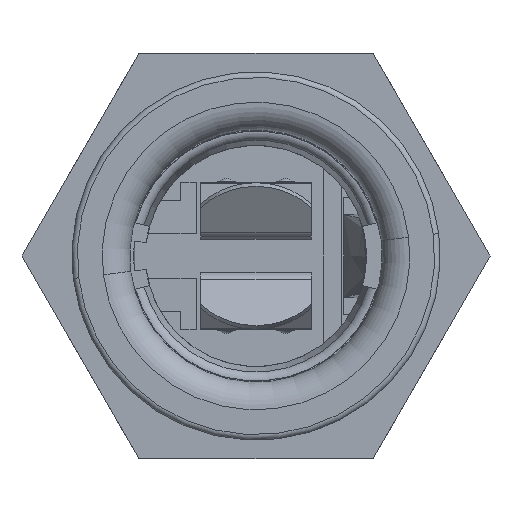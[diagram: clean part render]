
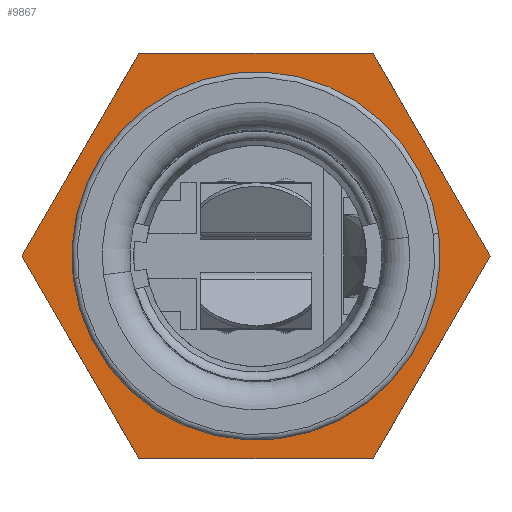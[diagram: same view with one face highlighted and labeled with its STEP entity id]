
A CAD part, front view. The second image highlights one B-rep face of the part: STEP entity #9867.
In plain terms, the highlighted planar face has unit normal (0, -1, 0).
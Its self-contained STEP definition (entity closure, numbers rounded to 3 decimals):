
#336=DIRECTION('',(-0.5,0.,-0.866));
#337=VECTOR('',#336,12.702);
#338=CARTESIAN_POINT('',(12.702,9.,0.));
#339=LINE('',#338,#337);
#340=DIRECTION('',(-1.,0.,0.));
#341=VECTOR('',#340,12.702);
#342=CARTESIAN_POINT('',(6.351,9.,-11.));
#343=LINE('',#342,#341);
#344=DIRECTION('',(-0.5,0.,0.866));
#345=VECTOR('',#344,12.702);
#346=CARTESIAN_POINT('',(-6.351,9.,-11.));
#347=LINE('',#346,#345);
#348=DIRECTION('',(0.5,0.,0.866));
#349=VECTOR('',#348,12.702);
#350=CARTESIAN_POINT('',(-12.702,9.,0.));
#351=LINE('',#350,#349);
#352=DIRECTION('',(1.,0.,0.));
#353=VECTOR('',#352,12.702);
#354=CARTESIAN_POINT('',(-6.351,9.,11.));
#355=LINE('',#354,#353);
#356=DIRECTION('',(0.5,0.,-0.866));
#357=VECTOR('',#356,12.702);
#358=CARTESIAN_POINT('',(6.351,9.,11.));
#359=LINE('',#358,#357);
#360=CARTESIAN_POINT('',(0.,9.,0.));
#361=DIRECTION('',(0.,1.,0.));
#362=DIRECTION('',(0.,0.,-1.));
#363=AXIS2_PLACEMENT_3D('',#360,#361,#362);
#365=CARTESIAN_POINT('',(0.,9.,0.));
#366=DIRECTION('',(0.,1.,0.));
#367=DIRECTION('',(0.,0.,1.));
#368=AXIS2_PLACEMENT_3D('',#365,#366,#367);
#9168=CARTESIAN_POINT('',(12.702,9.,0.));
#9169=CARTESIAN_POINT('',(6.351,9.,-11.));
#9170=VERTEX_POINT('',#9168);
#9171=VERTEX_POINT('',#9169);
#9172=CARTESIAN_POINT('',(-6.351,9.,-11.));
#9173=VERTEX_POINT('',#9172);
#9174=CARTESIAN_POINT('',(-12.702,9.,0.));
#9175=VERTEX_POINT('',#9174);
#9176=CARTESIAN_POINT('',(-6.351,9.,11.));
#9177=VERTEX_POINT('',#9176);
#9178=CARTESIAN_POINT('',(6.351,9.,11.));
#9179=VERTEX_POINT('',#9178);
#9214=CARTESIAN_POINT('',(0.,9.,-9.15));
#9215=CARTESIAN_POINT('',(0.,9.,9.15));
#9216=VERTEX_POINT('',#9214);
#9217=VERTEX_POINT('',#9215);
#9848=CARTESIAN_POINT('',(0.,9.,0.));
#9849=DIRECTION('',(0.,1.,0.));
#9850=DIRECTION('',(0.,0.,1.));
#9851=AXIS2_PLACEMENT_3D('',#9848,#9849,#9850);
#9852=PLANE('',#9851);
#9853=ORIENTED_EDGE('',*,*,#9696,.T.);
#9854=ORIENTED_EDGE('',*,*,#9726,.T.);
#9855=ORIENTED_EDGE('',*,*,#9755,.T.);
#9856=ORIENTED_EDGE('',*,*,#9784,.T.);
#9857=ORIENTED_EDGE('',*,*,#9813,.T.);
#9858=ORIENTED_EDGE('',*,*,#9840,.T.);
#9859=EDGE_LOOP('',(#9853,#9854,#9855,#9856,#9857,#9858));
#9860=FACE_OUTER_BOUND('',#9859,.F.);
#9862=ORIENTED_EDGE('',*,*,#9861,.F.);
#9864=ORIENTED_EDGE('',*,*,#9863,.F.);
#9865=EDGE_LOOP('',(#9862,#9864));
#9866=FACE_BOUND('',#9865,.F.);
#9867=ADVANCED_FACE('',(#9860,#9866),#9852,.F.);
#364=CIRCLE('',#363,9.15);
#369=CIRCLE('',#368,9.15);
#9696=EDGE_CURVE('',#9170,#9171,#339,.T.);
#9726=EDGE_CURVE('',#9171,#9173,#343,.T.);
#9755=EDGE_CURVE('',#9173,#9175,#347,.T.);
#9784=EDGE_CURVE('',#9175,#9177,#351,.T.);
#9813=EDGE_CURVE('',#9177,#9179,#355,.T.);
#9840=EDGE_CURVE('',#9179,#9170,#359,.T.);
#9861=EDGE_CURVE('',#9216,#9217,#364,.T.);
#9863=EDGE_CURVE('',#9217,#9216,#369,.T.);
